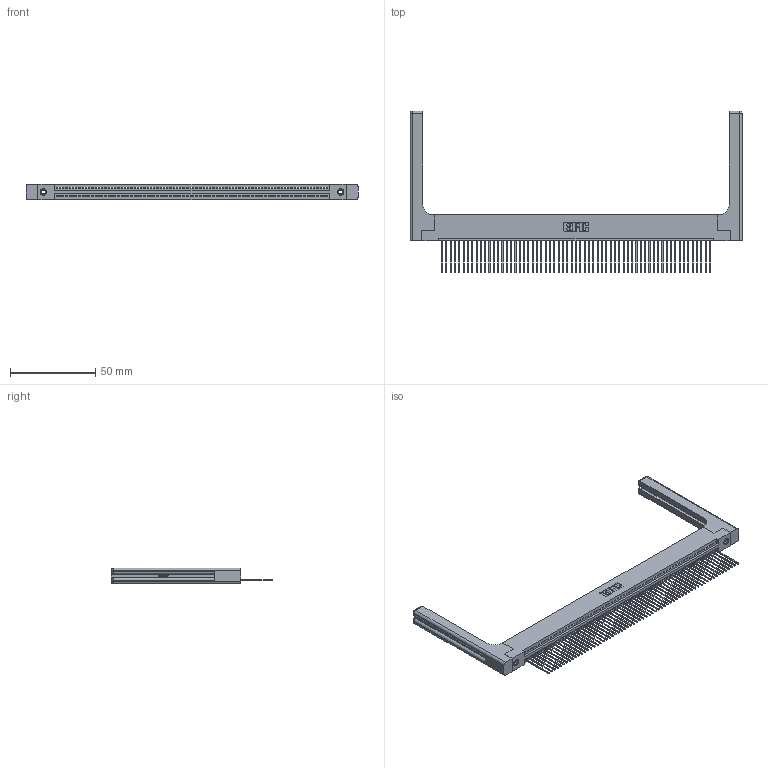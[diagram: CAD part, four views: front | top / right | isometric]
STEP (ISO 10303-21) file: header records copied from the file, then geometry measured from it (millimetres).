
FILE_DESCRIPTION (( 'STEP AP203' ), '1' );
FILE_NAME ('345-063-541-158.STEP', '2019-10-11T10:59:43', ( '' ), ( '' ), 'SwSTEP 2.0', 'SolidWorks 2016', '' );
FILE_SCHEMA (( 'CONFIG_CONTROL_DESIGN' ));
Length unit declared in the file: inch
Products named in the file (5): 345-063-541-158; 345-292-001_345-293-141; 345-250-001_345-250-001-102; 345 Part_Flush Mounting Lugs - 0.156 Dia-TH; 345-220-058_345-220-058
Assembly tree (68 placements, depth 2):
  345-063-541-158
    345 Part_Flush Mounting Lugs - 0.156 Dia-TH
    345-292-001_345-293-141  x63
    345-250-001_345-250-001-102  x2
    345-220-058_345-220-058  x2
Bounding box: 195.05 x 94.92 x 9.4 mm (x, y, z)
Volume: 27410.6 mm3; surface area: 31938.1 mm2
Topology: 68 solids, 68 shells, 4036 faces, 12095 edges, 7958 vertices
Faces by surface type: plane 2748, cylinder 1228, bspline 36, cone 12, sphere 8, torus 4
Entity records: 49788 total; most frequent: CARTESIAN_POINT 9594, ORIENTED_EDGE 8388, DIRECTION 7296, EDGE_CURVE 4194, VECTOR 3718, LINE 3718, VERTEX_POINT 2786, AXIS2_PLACEMENT_3D 1789
